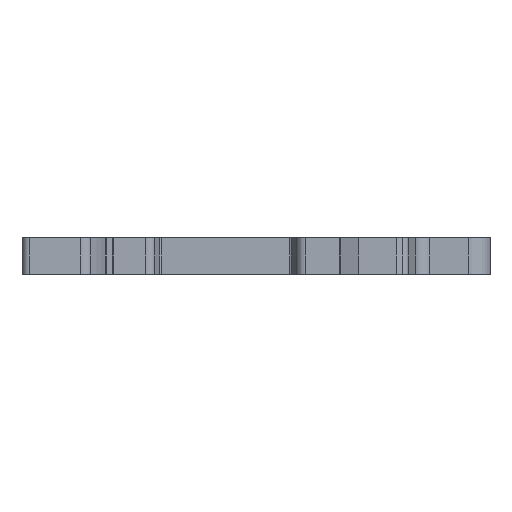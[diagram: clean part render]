
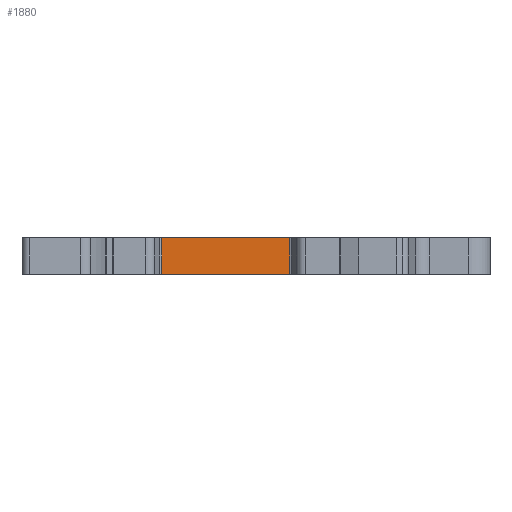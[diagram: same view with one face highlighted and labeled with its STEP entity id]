
A CAD part, front view. The second image highlights one B-rep face of the part: STEP entity #1880.
In plain terms, the highlighted planar face has unit normal (0, -1, 0).
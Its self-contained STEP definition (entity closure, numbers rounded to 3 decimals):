
#556 = DIRECTION ( 'NONE',  ( -1., 0., 0. ) ) ;
#1140 = ORIENTED_EDGE ( 'NONE', *, *, #7819, .T. ) ;
#1291 = LINE ( 'NONE', #3512, #3382 ) ;
#1631 = LINE ( 'NONE', #3892, #6032 ) ;
#1814 = EDGE_CURVE ( 'NONE', #7106, #10189, #1631, .T. ) ;
#1859 = DIRECTION ( 'NONE',  ( 1., 0., 0. ) ) ;
#1880 = ADVANCED_FACE ( 'NONE', ( #7091 ), #7541, .F. ) ;
#2004 = CARTESIAN_POINT ( 'NONE',  ( 8.746, -21.154, 2.5 ) ) ;
#2770 = VERTEX_POINT ( 'NONE', #2004 ) ;
#3228 = ORIENTED_EDGE ( 'NONE', *, *, #1814, .T. ) ;
#3382 = VECTOR ( 'NONE', #10422, 1000. ) ;
#3512 = CARTESIAN_POINT ( 'NONE',  ( 8.746, -21.154, 2.5 ) ) ;
#3892 = CARTESIAN_POINT ( 'NONE',  ( -8.746, -21.154, -2.5 ) ) ;
#4132 = VECTOR ( 'NONE', #9503, 1000. ) ;
#4413 = LINE ( 'NONE', #6068, #4132 ) ;
#5088 = ORIENTED_EDGE ( 'NONE', *, *, #10913, .F. ) ;
#5189 = CARTESIAN_POINT ( 'NONE',  ( 8.746, -21.154, -2.5 ) ) ;
#5650 = EDGE_CURVE ( 'NONE', #2770, #10189, #1291, .T. ) ;
#5854 = DIRECTION ( 'NONE',  ( 0., 1., 0. ) ) ;
#6032 = VECTOR ( 'NONE', #8205, 1000. ) ;
#6068 = CARTESIAN_POINT ( 'NONE',  ( -8.746, -21.154, 2.5 ) ) ;
#6134 = CARTESIAN_POINT ( 'NONE',  ( -8.746, -21.154, 2.5 ) ) ;
#6959 = EDGE_LOOP ( 'NONE', ( #3228, #10370, #5088, #1140 ) ) ;
#7091 = FACE_OUTER_BOUND ( 'NONE', #6959, .T. ) ;
#7106 = VERTEX_POINT ( 'NONE', #9446 ) ;
#7541 = PLANE ( 'NONE',  #8721 ) ;
#7819 = EDGE_CURVE ( 'NONE', #10245, #7106, #4413, .T. ) ;
#8205 = DIRECTION ( 'NONE',  ( 1., 0., 0. ) ) ;
#8721 = AXIS2_PLACEMENT_3D ( 'NONE', #11002, #5854, #556 ) ;
#8818 = CARTESIAN_POINT ( 'NONE',  ( -8.746, -21.154, 2.5 ) ) ;
#9072 = LINE ( 'NONE', #8818, #11106 ) ;
#9446 = CARTESIAN_POINT ( 'NONE',  ( -8.746, -21.154, -2.5 ) ) ;
#9503 = DIRECTION ( 'NONE',  ( 0., 0., -1. ) ) ;
#10189 = VERTEX_POINT ( 'NONE', #5189 ) ;
#10245 = VERTEX_POINT ( 'NONE', #6134 ) ;
#10370 = ORIENTED_EDGE ( 'NONE', *, *, #5650, .F. ) ;
#10422 = DIRECTION ( 'NONE',  ( 0., 0., -1. ) ) ;
#10913 = EDGE_CURVE ( 'NONE', #10245, #2770, #9072, .T. ) ;
#11002 = CARTESIAN_POINT ( 'NONE',  ( -8.746, -21.154, 2.5 ) ) ;
#11106 = VECTOR ( 'NONE', #1859, 1000. ) ;
